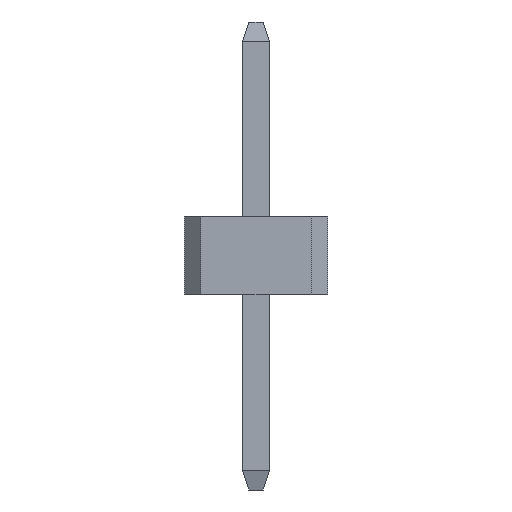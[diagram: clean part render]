
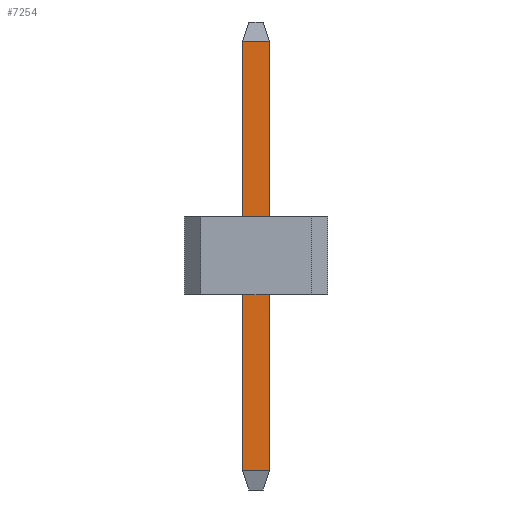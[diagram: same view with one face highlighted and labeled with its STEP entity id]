
A CAD part, front view. The second image highlights one B-rep face of the part: STEP entity #7254.
In plain terms, the highlighted face is planar.
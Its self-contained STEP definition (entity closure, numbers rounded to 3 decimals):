
#6901 = PLANE('',#6902);
#6902 = AXIS2_PLACEMENT_3D('',#6903,#6904,#6905);
#6903 = CARTESIAN_POINT('',(11.22,0.21,-3.));
#6904 = DIRECTION('',(0.,1.,0.));
#6905 = DIRECTION('',(1.,0.,0.));
#6926 = VERTEX_POINT('',#6927);
#6927 = CARTESIAN_POINT('',(11.64,0.21,3.9));
#6953 = EDGE_CURVE('',#6954,#6926,#6956,.T.);
#6954 = VERTEX_POINT('',#6955);
#6955 = CARTESIAN_POINT('',(11.64,0.21,-2.7));
#6956 = SURFACE_CURVE('',#6957,(#6961,#6968),.PCURVE_S1.);
#6957 = LINE('',#6958,#6959);
#6958 = CARTESIAN_POINT('',(11.64,0.21,-3.));
#6959 = VECTOR('',#6960,1.);
#6960 = DIRECTION('',(0.,0.,1.));
#6961 = PCURVE('',#6901,#6962);
#6962 = DEFINITIONAL_REPRESENTATION('',(#6963),#6967);
#6963 = LINE('',#6964,#6965);
#6964 = CARTESIAN_POINT('',(0.42,0.));
#6965 = VECTOR('',#6966,1.);
#6966 = DIRECTION('',(0.,-1.));
#6967 = ( GEOMETRIC_REPRESENTATION_CONTEXT(2) 
PARAMETRIC_REPRESENTATION_CONTEXT() REPRESENTATION_CONTEXT('2D SPACE',''
  ) );
#6968 = PCURVE('',#6969,#6974);
#6969 = PLANE('',#6970);
#6970 = AXIS2_PLACEMENT_3D('',#6971,#6972,#6973);
#6971 = CARTESIAN_POINT('',(11.64,0.21,-3.));
#6972 = DIRECTION('',(1.,0.,0.));
#6973 = DIRECTION('',(0.,-1.,0.));
#6974 = DEFINITIONAL_REPRESENTATION('',(#6975),#6979);
#6975 = LINE('',#6976,#6977);
#6976 = CARTESIAN_POINT('',(0.,0.));
#6977 = VECTOR('',#6978,1.);
#6978 = DIRECTION('',(0.,-1.));
#6979 = ( GEOMETRIC_REPRESENTATION_CONTEXT(2) 
PARAMETRIC_REPRESENTATION_CONTEXT() REPRESENTATION_CONTEXT('2D SPACE',''
  ) );
#7028 = PLANE('',#7029);
#7029 = AXIS2_PLACEMENT_3D('',#7030,#7031,#7032);
#7030 = CARTESIAN_POINT('',(11.64,-0.21,-3.));
#7031 = DIRECTION('',(0.,-1.,0.));
#7032 = DIRECTION('',(-1.,0.,0.));
#7136 = PLANE('',#7137);
#7137 = AXIS2_PLACEMENT_3D('',#7138,#7139,#7140);
#7138 = CARTESIAN_POINT('',(11.59,0.21,-2.85));
#7139 = DIRECTION('',(-0.949,0.,0.316
    ));
#7140 = DIRECTION('',(0.,1.,0.));
#7217 = PLANE('',#7218);
#7218 = AXIS2_PLACEMENT_3D('',#7219,#7220,#7221);
#7219 = CARTESIAN_POINT('',(11.59,0.21,4.05));
#7220 = DIRECTION('',(0.949,0.,0.316
    ));
#7221 = DIRECTION('',(0.,1.,0.));
#7254 = ADVANCED_FACE('',(#7255),#6969,.T.);
#7255 = FACE_BOUND('',#7256,.T.);
#7256 = EDGE_LOOP('',(#7257,#7258,#7281,#7304));
#7257 = ORIENTED_EDGE('',*,*,#6953,.T.);
#7258 = ORIENTED_EDGE('',*,*,#7259,.T.);
#7259 = EDGE_CURVE('',#6926,#7260,#7262,.T.);
#7260 = VERTEX_POINT('',#7261);
#7261 = CARTESIAN_POINT('',(11.64,-0.21,3.9));
#7262 = SURFACE_CURVE('',#7263,(#7267,#7274),.PCURVE_S1.);
#7263 = LINE('',#7264,#7265);
#7264 = CARTESIAN_POINT('',(11.64,0.21,3.9));
#7265 = VECTOR('',#7266,1.);
#7266 = DIRECTION('',(0.,-1.,0.));
#7267 = PCURVE('',#6969,#7268);
#7268 = DEFINITIONAL_REPRESENTATION('',(#7269),#7273);
#7269 = LINE('',#7270,#7271);
#7270 = CARTESIAN_POINT('',(0.,-6.9));
#7271 = VECTOR('',#7272,1.);
#7272 = DIRECTION('',(1.,0.));
#7273 = ( GEOMETRIC_REPRESENTATION_CONTEXT(2) 
PARAMETRIC_REPRESENTATION_CONTEXT() REPRESENTATION_CONTEXT('2D SPACE',''
  ) );
#7274 = PCURVE('',#7217,#7275);
#7275 = DEFINITIONAL_REPRESENTATION('',(#7276),#7280);
#7276 = LINE('',#7277,#7278);
#7277 = CARTESIAN_POINT('',(0.,-0.158));
#7278 = VECTOR('',#7279,1.);
#7279 = DIRECTION('',(-1.,0.));
#7280 = ( GEOMETRIC_REPRESENTATION_CONTEXT(2) 
PARAMETRIC_REPRESENTATION_CONTEXT() REPRESENTATION_CONTEXT('2D SPACE',''
  ) );
#7281 = ORIENTED_EDGE('',*,*,#7282,.F.);
#7282 = EDGE_CURVE('',#7283,#7260,#7285,.T.);
#7283 = VERTEX_POINT('',#7284);
#7284 = CARTESIAN_POINT('',(11.64,-0.21,-2.7));
#7285 = SURFACE_CURVE('',#7286,(#7290,#7297),.PCURVE_S1.);
#7286 = LINE('',#7287,#7288);
#7287 = CARTESIAN_POINT('',(11.64,-0.21,-3.));
#7288 = VECTOR('',#7289,1.);
#7289 = DIRECTION('',(0.,0.,1.));
#7290 = PCURVE('',#6969,#7291);
#7291 = DEFINITIONAL_REPRESENTATION('',(#7292),#7296);
#7292 = LINE('',#7293,#7294);
#7293 = CARTESIAN_POINT('',(0.42,0.));
#7294 = VECTOR('',#7295,1.);
#7295 = DIRECTION('',(0.,-1.));
#7296 = ( GEOMETRIC_REPRESENTATION_CONTEXT(2) 
PARAMETRIC_REPRESENTATION_CONTEXT() REPRESENTATION_CONTEXT('2D SPACE',''
  ) );
#7297 = PCURVE('',#7028,#7298);
#7298 = DEFINITIONAL_REPRESENTATION('',(#7299),#7303);
#7299 = LINE('',#7300,#7301);
#7300 = CARTESIAN_POINT('',(0.,0.));
#7301 = VECTOR('',#7302,1.);
#7302 = DIRECTION('',(0.,-1.));
#7303 = ( GEOMETRIC_REPRESENTATION_CONTEXT(2) 
PARAMETRIC_REPRESENTATION_CONTEXT() REPRESENTATION_CONTEXT('2D SPACE',''
  ) );
#7304 = ORIENTED_EDGE('',*,*,#7305,.F.);
#7305 = EDGE_CURVE('',#6954,#7283,#7306,.T.);
#7306 = SURFACE_CURVE('',#7307,(#7311,#7318),.PCURVE_S1.);
#7307 = LINE('',#7308,#7309);
#7308 = CARTESIAN_POINT('',(11.64,0.21,-2.7));
#7309 = VECTOR('',#7310,1.);
#7310 = DIRECTION('',(0.,-1.,0.));
#7311 = PCURVE('',#6969,#7312);
#7312 = DEFINITIONAL_REPRESENTATION('',(#7313),#7317);
#7313 = LINE('',#7314,#7315);
#7314 = CARTESIAN_POINT('',(0.,-0.3));
#7315 = VECTOR('',#7316,1.);
#7316 = DIRECTION('',(1.,0.));
#7317 = ( GEOMETRIC_REPRESENTATION_CONTEXT(2) 
PARAMETRIC_REPRESENTATION_CONTEXT() REPRESENTATION_CONTEXT('2D SPACE',''
  ) );
#7318 = PCURVE('',#7136,#7319);
#7319 = DEFINITIONAL_REPRESENTATION('',(#7320),#7324);
#7320 = LINE('',#7321,#7322);
#7321 = CARTESIAN_POINT('',(0.,-0.158));
#7322 = VECTOR('',#7323,1.);
#7323 = DIRECTION('',(-1.,0.));
#7324 = ( GEOMETRIC_REPRESENTATION_CONTEXT(2) 
PARAMETRIC_REPRESENTATION_CONTEXT() REPRESENTATION_CONTEXT('2D SPACE',''
  ) );
